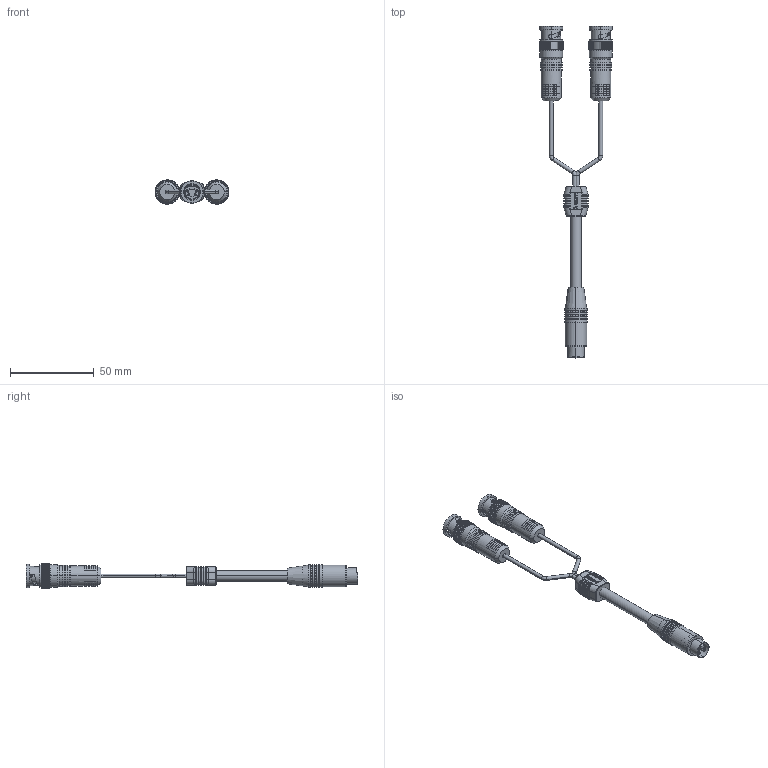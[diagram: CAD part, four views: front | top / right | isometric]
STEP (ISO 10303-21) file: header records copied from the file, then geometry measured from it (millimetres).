
FILE_DESCRIPTION (( 'STEP AP203' ), '1' );
FILE_NAME ('CCD244MB-1.STEP', '2006-07-20T16:08:49', ( 'L-COM' ), ( 'L-COM' ), 'SwSTEP 2.0', 'SolidWorks 2006004', '' );
FILE_SCHEMA (( 'CONFIG_CONTROL_DESIGN' ));
Products named in the file (9): 3AB03-015_with flange; CCD244MB-1; CCD244MR-MA4; CCD244MB-1-MA1; MTN-061_Cut and embossed; BAC-MD4M; BAC-MD4M-MA1; BAC-MD4M-MA2; MTN-049
Assembly tree (9 placements, depth 3):
  CCD244MB-1
    BAC-MD4M
      BAC-MD4M-MA2
      BAC-MD4M-MA1
    CCD244MB-1-MA1  x2
      MTN-061_Cut and embossed
      3AB03-015_with flange
    CCD244MR-MA4
    MTN-049
Bounding box: 44.05 x 198.3 x 14.48 mm (x, y, z)
Volume: 16335.8 mm3; surface area: 14931.4 mm2
Topology: 8 solids, 8 shells, 2037 faces, 5121 edges, 3222 vertices
Faces by surface type: plane 1199, cylinder 526, cone 210, bspline 78, torus 24
Entity records: 51846 total; most frequent: CARTESIAN_POINT 17030, ORIENTED_EDGE 7240, DIRECTION 6715, EDGE_CURVE 3620, VECTOR 2333, LINE 2333, VERTEX_POINT 2300, AXIS2_PLACEMENT_3D 2191
